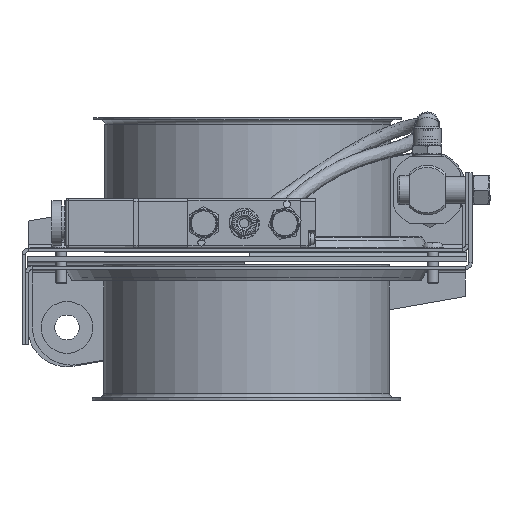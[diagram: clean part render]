
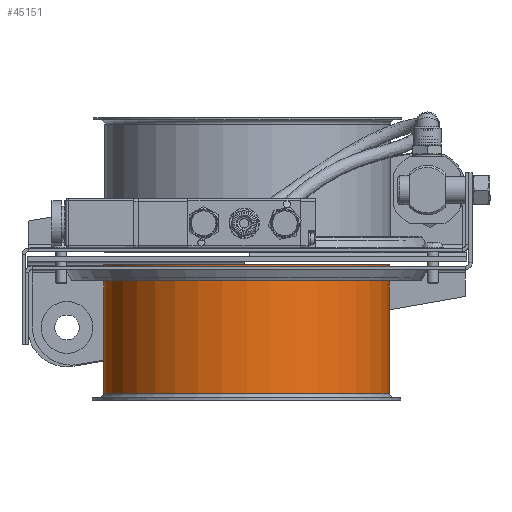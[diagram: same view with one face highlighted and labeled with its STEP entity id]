
A CAD part, front view. The second image highlights one B-rep face of the part: STEP entity #45151.
In plain terms, the highlighted cylindrical face has radius 63.5 mm (diameter 127 mm), a full revolution.
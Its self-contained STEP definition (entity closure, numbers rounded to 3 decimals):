
#476=CYLINDRICAL_SURFACE('',#47817,63.5);
#808=CIRCLE('',#47816,63.5);
#809=CIRCLE('',#47818,63.5);
#2743=FACE_BOUND('',#8334,.T.);
#5585=FACE_OUTER_BOUND('',#8333,.T.);
#8333=EDGE_LOOP('',(#31289));
#8334=EDGE_LOOP('',(#31290));
#18886=VERTEX_POINT('',#62639);
#18887=VERTEX_POINT('',#62642);
#23711=EDGE_CURVE('',#18886,#18886,#808,.T.);
#23712=EDGE_CURVE('',#18887,#18887,#809,.T.);
#31289=ORIENTED_EDGE('',*,*,#23711,.T.);
#31290=ORIENTED_EDGE('',*,*,#23712,.F.);
#45151=ADVANCED_FACE('',(#5585,#2743),#476,.T.);
#47816=AXIS2_PLACEMENT_3D('',#62640,#51313,#51314);
#47817=AXIS2_PLACEMENT_3D('',#62641,#51315,#51316);
#47818=AXIS2_PLACEMENT_3D('',#62643,#51317,#51318);
#51313=DIRECTION('center_axis',(0.,-1.,0.));
#51314=DIRECTION('ref_axis',(1.,0.,0.));
#51315=DIRECTION('center_axis',(0.,-1.,0.));
#51316=DIRECTION('ref_axis',(1.,0.,0.));
#51317=DIRECTION('center_axis',(0.,-1.,0.));
#51318=DIRECTION('ref_axis',(1.,0.,0.));
#62639=CARTESIAN_POINT('',(63.5,57.,0.));
#62640=CARTESIAN_POINT('Origin',(0.,57.,0.));
#62641=CARTESIAN_POINT('Origin',(0.,4.97,
0.));
#62642=CARTESIAN_POINT('',(63.5,0.,0.));
#62643=CARTESIAN_POINT('Origin',(0.,0.,0.));
